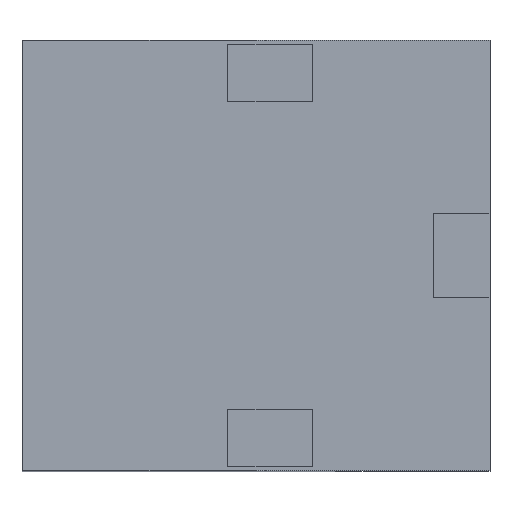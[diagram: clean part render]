
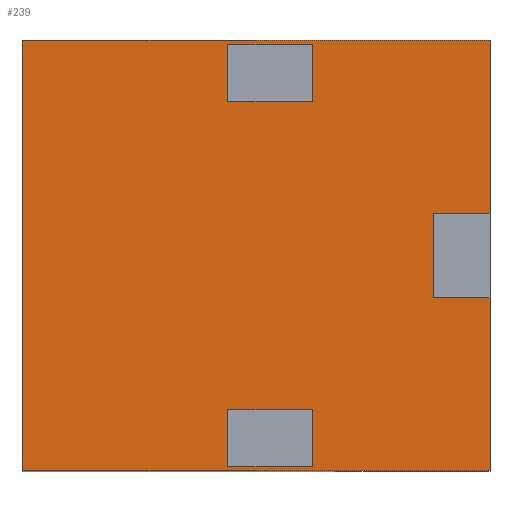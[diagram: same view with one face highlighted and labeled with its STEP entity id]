
A CAD part, top view. The second image highlights one B-rep face of the part: STEP entity #239.
In plain terms, the highlighted planar face has unit normal (0, 0, 1).
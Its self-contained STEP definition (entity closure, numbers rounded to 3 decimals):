
#82=LINE('',#1141,#160);
#83=LINE('',#1144,#161);
#84=LINE('',#1146,#162);
#85=LINE('',#1148,#163);
#86=LINE('',#1150,#164);
#87=LINE('',#1152,#165);
#88=LINE('',#1154,#166);
#89=LINE('',#1156,#167);
#90=LINE('',#1157,#168);
#91=LINE('',#1160,#169);
#92=LINE('',#1162,#170);
#93=LINE('',#1164,#171);
#94=LINE('',#1165,#172);
#95=LINE('',#1168,#173);
#96=LINE('',#1170,#174);
#97=LINE('',#1172,#175);
#160=VECTOR('',#921,1.);
#161=VECTOR('',#922,1.);
#162=VECTOR('',#923,1.);
#163=VECTOR('',#924,1.);
#164=VECTOR('',#925,1.);
#165=VECTOR('',#926,1.);
#166=VECTOR('',#927,1.);
#167=VECTOR('',#928,1.);
#168=VECTOR('',#929,1.);
#169=VECTOR('',#930,1.);
#170=VECTOR('',#931,1.);
#171=VECTOR('',#932,1.);
#172=VECTOR('',#933,1.);
#173=VECTOR('',#934,1.);
#174=VECTOR('',#935,1.);
#175=VECTOR('',#936,1.);
#239=ADVANCED_FACE('',(#316,#317,#318),#283,.T.);
#283=PLANE('',#837);
#316=FACE_BOUND('',#339,.T.);
#317=FACE_BOUND('',#340,.T.);
#318=FACE_BOUND('',#341,.T.);
#339=EDGE_LOOP('',(#400,#401,#402,#403,#404,#405,#406,#407));
#340=EDGE_LOOP('',(#408,#409,#410,#411));
#341=EDGE_LOOP('',(#412,#413,#414,#415));
#400=ORIENTED_EDGE('',*,*,#677,.T.);
#401=ORIENTED_EDGE('',*,*,#678,.T.);
#402=ORIENTED_EDGE('',*,*,#679,.T.);
#403=ORIENTED_EDGE('',*,*,#680,.F.);
#404=ORIENTED_EDGE('',*,*,#681,.F.);
#405=ORIENTED_EDGE('',*,*,#682,.T.);
#406=ORIENTED_EDGE('',*,*,#683,.T.);
#407=ORIENTED_EDGE('',*,*,#684,.T.);
#408=ORIENTED_EDGE('',*,*,#685,.T.);
#409=ORIENTED_EDGE('',*,*,#686,.T.);
#410=ORIENTED_EDGE('',*,*,#687,.T.);
#411=ORIENTED_EDGE('',*,*,#688,.T.);
#412=ORIENTED_EDGE('',*,*,#689,.F.);
#413=ORIENTED_EDGE('',*,*,#690,.F.);
#414=ORIENTED_EDGE('',*,*,#691,.F.);
#415=ORIENTED_EDGE('',*,*,#692,.F.);
#606=VERTEX_POINT('',#1142);
#607=VERTEX_POINT('',#1143);
#608=VERTEX_POINT('',#1145);
#609=VERTEX_POINT('',#1147);
#610=VERTEX_POINT('',#1149);
#611=VERTEX_POINT('',#1151);
#612=VERTEX_POINT('',#1153);
#613=VERTEX_POINT('',#1155);
#614=VERTEX_POINT('',#1158);
#615=VERTEX_POINT('',#1159);
#616=VERTEX_POINT('',#1161);
#617=VERTEX_POINT('',#1163);
#618=VERTEX_POINT('',#1166);
#619=VERTEX_POINT('',#1167);
#620=VERTEX_POINT('',#1169);
#621=VERTEX_POINT('',#1171);
#677=EDGE_CURVE('',#606,#607,#82,.T.);
#678=EDGE_CURVE('',#607,#608,#83,.T.);
#679=EDGE_CURVE('',#608,#609,#84,.T.);
#680=EDGE_CURVE('',#610,#609,#85,.T.);
#681=EDGE_CURVE('',#611,#610,#86,.T.);
#682=EDGE_CURVE('',#611,#612,#87,.T.);
#683=EDGE_CURVE('',#612,#613,#88,.T.);
#684=EDGE_CURVE('',#613,#606,#89,.T.);
#685=EDGE_CURVE('',#614,#615,#90,.T.);
#686=EDGE_CURVE('',#615,#616,#91,.T.);
#687=EDGE_CURVE('',#616,#617,#92,.T.);
#688=EDGE_CURVE('',#617,#614,#93,.T.);
#689=EDGE_CURVE('',#618,#619,#94,.T.);
#690=EDGE_CURVE('',#620,#618,#95,.T.);
#691=EDGE_CURVE('',#621,#620,#96,.T.);
#692=EDGE_CURVE('',#619,#621,#97,.T.);
#837=AXIS2_PLACEMENT_3D('',#1173,#937,#938);
#921=DIRECTION('',(0.,1.,0.));
#922=DIRECTION('',(1.,0.,0.));
#923=DIRECTION('',(0.,1.,0.));
#924=DIRECTION('',(1.,0.,0.));
#925=DIRECTION('',(0.,1.,0.));
#926=DIRECTION('',(1.,0.,0.));
#927=DIRECTION('',(0.,1.,0.));
#928=DIRECTION('',(-1.,0.,0.));
#929=DIRECTION('',(-1.,0.,0.));
#930=DIRECTION('',(0.,1.,0.));
#931=DIRECTION('',(1.,0.,0.));
#932=DIRECTION('',(0.,-1.,0.));
#933=DIRECTION('',(0.,-1.,0.));
#934=DIRECTION('',(-1.,0.,0.));
#935=DIRECTION('',(0.,1.,0.));
#936=DIRECTION('',(1.,0.,0.));
#937=DIRECTION('',(0.,0.,1.));
#938=DIRECTION('',(1.,0.,0.));
#1141=CARTESIAN_POINT('',(35.,-9.,0.));
#1142=CARTESIAN_POINT('',(35.,-9.,0.));
#1143=CARTESIAN_POINT('',(35.,9.,0.));
#1144=CARTESIAN_POINT('',(35.,9.,0.));
#1145=CARTESIAN_POINT('',(47.,9.,0.));
#1146=CARTESIAN_POINT('',(47.,-46.,0.));
#1147=CARTESIAN_POINT('',(47.,46.,0.));
#1148=CARTESIAN_POINT('',(-53.,46.,0.));
#1149=CARTESIAN_POINT('',(-53.,46.,0.));
#1150=CARTESIAN_POINT('',(-53.,-46.,0.));
#1151=CARTESIAN_POINT('',(-53.,-46.,0.));
#1152=CARTESIAN_POINT('',(-53.,-46.,0.));
#1153=CARTESIAN_POINT('',(47.,-46.,0.));
#1154=CARTESIAN_POINT('',(47.,-46.,0.));
#1155=CARTESIAN_POINT('',(47.,-9.,0.));
#1156=CARTESIAN_POINT('',(35.,-9.,0.));
#1157=CARTESIAN_POINT('',(-9.,-45.,0.));
#1158=CARTESIAN_POINT('',(9.,-45.,0.));
#1159=CARTESIAN_POINT('',(-9.,-45.,0.));
#1160=CARTESIAN_POINT('',(-9.,-45.,0.));
#1161=CARTESIAN_POINT('',(-9.,-33.,0.));
#1162=CARTESIAN_POINT('',(9.,-33.,0.));
#1163=CARTESIAN_POINT('',(9.,-33.,0.));
#1164=CARTESIAN_POINT('',(9.,-45.,0.));
#1165=CARTESIAN_POINT('',(-9.,45.,0.));
#1166=CARTESIAN_POINT('',(-9.,45.,0.));
#1167=CARTESIAN_POINT('',(-9.,33.,0.));
#1168=CARTESIAN_POINT('',(9.,45.,0.));
#1169=CARTESIAN_POINT('',(9.,45.,0.));
#1170=CARTESIAN_POINT('',(9.,45.,0.));
#1171=CARTESIAN_POINT('',(9.,33.,0.));
#1172=CARTESIAN_POINT('',(-9.,33.,0.));
#1173=CARTESIAN_POINT('',(-53.,-46.,0.));
